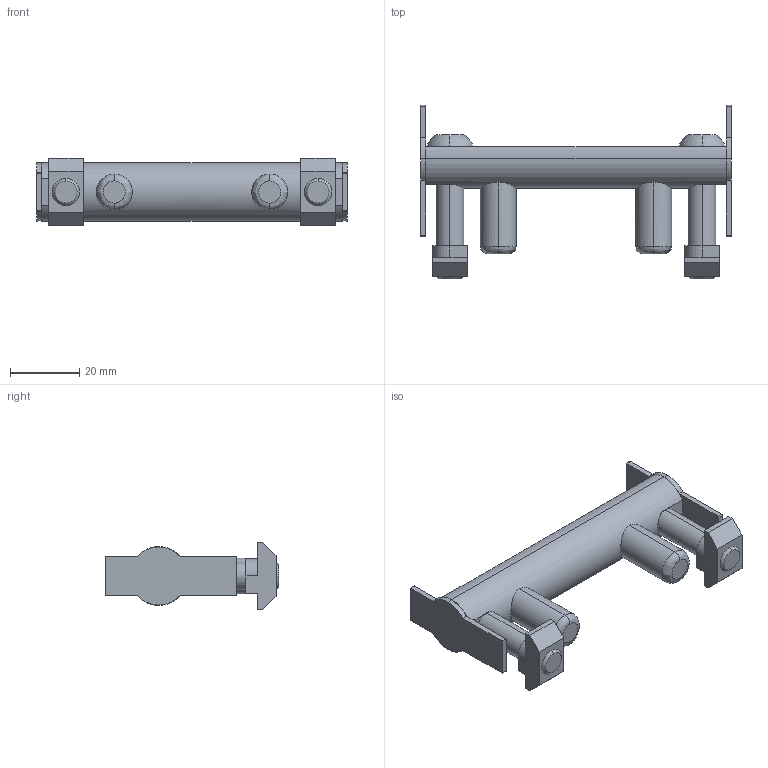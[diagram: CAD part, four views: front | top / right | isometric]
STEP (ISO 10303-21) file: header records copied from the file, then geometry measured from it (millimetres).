
FILE_DESCRIPTION (( 'STEP AP214' ), '1' );
FILE_NAME ('-6121045', '2019-02-04T09:21:11', ( '' ), ('JUGARD+KÜNSTNER GmbH'), 'SwSTEP 2.0', 'SolidWorks 2017', '' );
FILE_SCHEMA (( 'AUTOMOTIVE_DESIGN' ));
Length unit declared in the file: millimetre
Products named in the file (1): -6121045_CNAJF00
Bounding box: 90 x 50.27 x 19.6 mm (x, y, z)
Volume: 24339.8 mm3; surface area: 9868.2 mm2
Topology: 1 solids, 1 shells, 112 faces, 282 edges, 184 vertices
Faces by surface type: plane 69, cylinder 31, bspline 4, torus 4, cone 4
Entity records: 3982 total; most frequent: CARTESIAN_POINT 855, DIRECTION 580, ORIENTED_EDGE 564, EDGE_CURVE 282, AXIS2_PLACEMENT_3D 199, VERTEX_POINT 184, VECTOR 182, LINE 182
